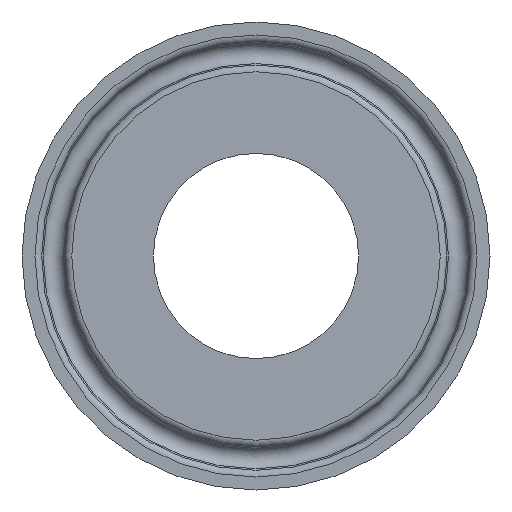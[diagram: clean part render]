
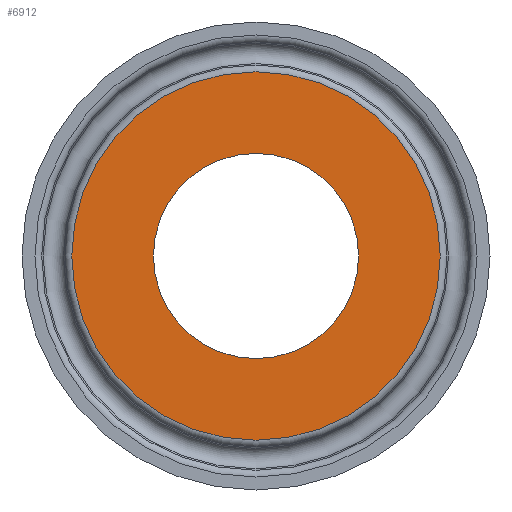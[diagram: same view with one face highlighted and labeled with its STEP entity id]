
A CAD part, left-side view. The second image highlights one B-rep face of the part: STEP entity #6912.
In plain terms, the highlighted planar face has unit normal (-1, 0, 0).
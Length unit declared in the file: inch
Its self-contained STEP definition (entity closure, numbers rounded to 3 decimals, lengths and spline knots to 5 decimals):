
#59=FACE_BOUND('',#2418,.T.);
#1634=PLANE('',#7389);
#2003=FACE_OUTER_BOUND('',#2417,.T.);
#2417=EDGE_LOOP('',(#6411,#6412));
#2418=EDGE_LOOP('',(#6413,#6414));
#2610=CIRCLE('',#7386,0.78106);
#2611=CIRCLE('',#7387,0.78106);
#2613=CIRCLE('',#7390,0.435);
#2614=CIRCLE('',#7391,0.435);
#3361=VERTEX_POINT('',#15224);
#3362=VERTEX_POINT('',#15226);
#3363=VERTEX_POINT('',#15231);
#3364=VERTEX_POINT('',#15232);
#4386=EDGE_CURVE('',#3361,#3362,#2610,.T.);
#4387=EDGE_CURVE('',#3362,#3361,#2611,.T.);
#4389=EDGE_CURVE('',#3363,#3364,#2613,.T.);
#4390=EDGE_CURVE('',#3364,#3363,#2614,.T.);
#6411=ORIENTED_EDGE('',*,*,#4387,.F.);
#6412=ORIENTED_EDGE('',*,*,#4386,.F.);
#6413=ORIENTED_EDGE('',*,*,#4389,.T.);
#6414=ORIENTED_EDGE('',*,*,#4390,.T.);
#6912=ADVANCED_FACE('',(#2003,#59),#1634,.T.);
#7386=AXIS2_PLACEMENT_3D('',#15227,#8771,#8772);
#7387=AXIS2_PLACEMENT_3D('',#15228,#8773,#8774);
#7389=AXIS2_PLACEMENT_3D('',#15230,#8777,#8778);
#7390=AXIS2_PLACEMENT_3D('',#15233,#8779,#8780);
#7391=AXIS2_PLACEMENT_3D('',#15234,#8781,#8782);
#8771=DIRECTION('center_axis',(1.,0.,0.));
#8772=DIRECTION('ref_axis',(0.,-1.,0.));
#8773=DIRECTION('center_axis',(1.,0.,0.));
#8774=DIRECTION('ref_axis',(0.,-1.,0.));
#8777=DIRECTION('center_axis',(-1.,0.,0.));
#8778=DIRECTION('ref_axis',(0.,0.,1.));
#8779=DIRECTION('center_axis',(1.,0.,0.));
#8780=DIRECTION('ref_axis',(0.,1.,0.));
#8781=DIRECTION('center_axis',(1.,0.,0.));
#8782=DIRECTION('ref_axis',(0.,1.,0.));
#15224=CARTESIAN_POINT('',(0.,0.,0.78106));
#15226=CARTESIAN_POINT('',(0.,0.78106,0.));
#15227=CARTESIAN_POINT('Origin',(0.,0.,
0.));
#15228=CARTESIAN_POINT('Origin',(0.,0.,
0.));
#15230=CARTESIAN_POINT('Origin',(0.,0.61829,
0.));
#15231=CARTESIAN_POINT('',(0.,0.435,0.));
#15232=CARTESIAN_POINT('',(0.,-0.435,0.));
#15233=CARTESIAN_POINT('Origin',(0.,0.,
0.));
#15234=CARTESIAN_POINT('Origin',(0.,0.,
0.));
